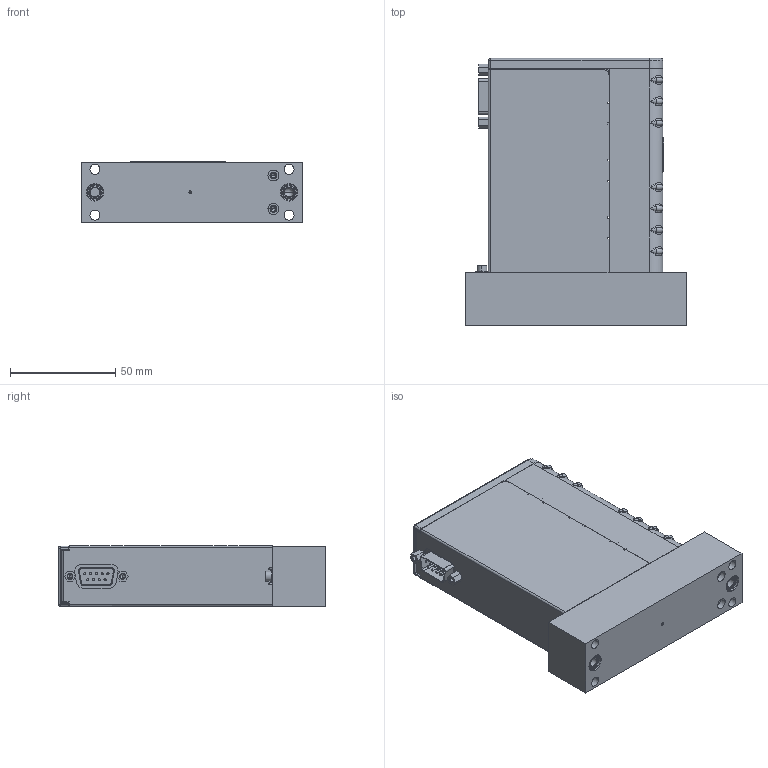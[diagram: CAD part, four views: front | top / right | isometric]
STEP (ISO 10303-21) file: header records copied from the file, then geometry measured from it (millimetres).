
FILE_DESCRIPTION((''),'2;1');
FILE_NAME('PFCA_W-SEAL_9-PIN_ASM','2015-12-18T',('cockrofm'),(''),'PRO/ENGINEER BY PARAMETRIC TECHNOLOGY CORPORATION, 2011490','PRO/ENGINEER BY PARAMETRIC TECHNOLOGY CORPORATION, 2011490','');
FILE_SCHEMA(('CONFIG_CONTROL_DESIGN'));
Length unit declared in the file: inch
Products named in the file (29): 132098_BRACKET-PCB-PI_1; 134377-P4_9PIN_PIMFC_1; MANIFOLD_SOLID_BREP_12502; MANIFOLD_SOLID_BREP_12591; MANIFOLD_SOLID_BREP_12680; MANIFOLD_SOLID_BREP_12769; MANIFOLD_SOLID_BREP_12858; MANIFOLD_SOLID_BREP_12947; MANIFOLD_SOLID_BREP_13036; MANIFOLD_SOLID_BREP_13125; MANIFOLD_SOLID_BREP_13214; MANIFOLD_SOLID_BREP_13303; PRT0007; ASM0001_ASM; PRT0008; 133995-G2_ASSY-VIEW_ASM_1_ASM; 161-9859_SPRING_1; PRT0009; PRT0010; 134101-P1_PI-MFC_1; 132101-P5_ANALOG_PFCA_1; 160-0153_PH_FH_TYPE-AB_3_16LNG_; 137381-P1_1; PRT0011; 133630-G2_9-PIN_1; 160-3779_1; 133436-G2_WITH_CASTING_ASM_1_ASM; 114-9989_CONN_RJ45; PFCA_W-SEAL_9-PIN_ASM
Assembly tree (29 placements, depth 5):
  PFCA_W-SEAL_9-PIN_ASM
    133436-G2_WITH_CASTING_ASM_1_ASM
      132098_BRACKET-PCB-PI_1
      133995-G2_ASSY-VIEW_ASM_1_ASM
        134377-P4_9PIN_PIMFC_1
        ASM0001_ASM
          MANIFOLD_SOLID_BREP_12502
          MANIFOLD_SOLID_BREP_12591
          MANIFOLD_SOLID_BREP_12680
          MANIFOLD_SOLID_BREP_12769
          MANIFOLD_SOLID_BREP_12858
          MANIFOLD_SOLID_BREP_12947
          MANIFOLD_SOLID_BREP_13036
          MANIFOLD_SOLID_BREP_13125
          MANIFOLD_SOLID_BREP_13214
          MANIFOLD_SOLID_BREP_13303
          PRT0007
        PRT0008
      161-9859_SPRING_1
      PRT0009
      PRT0010
      134101-P1_PI-MFC_1
      132101-P5_ANALOG_PFCA_1
      160-0153_PH_FH_TYPE-AB_3_16LNG_
      137381-P1_1
      PRT0011  x2
      133630-G2_9-PIN_1
      160-3779_1
    114-9989_CONN_RJ45
Bounding box: 104.9 x 126.87 x 28.84 mm (x, y, z)
Volume: 107540.4 mm3; surface area: 84008.1 mm2
Topology: 25 solids, 36 shells, 1319 faces, 3327 edges, 2114 vertices
Faces by surface type: plane 601, cylinder 462, bspline 91, cone 81, torus 50, extrusion 26, sphere 8
Entity records: 44217 total; most frequent: CARTESIAN_POINT 12744, ORIENTED_EDGE 6484, DIRECTION 6266, EDGE_CURVE 3262, AXIS2_PLACEMENT_3D 2288, VERTEX_POINT 2123, VECTOR 1690, LINE 1664
